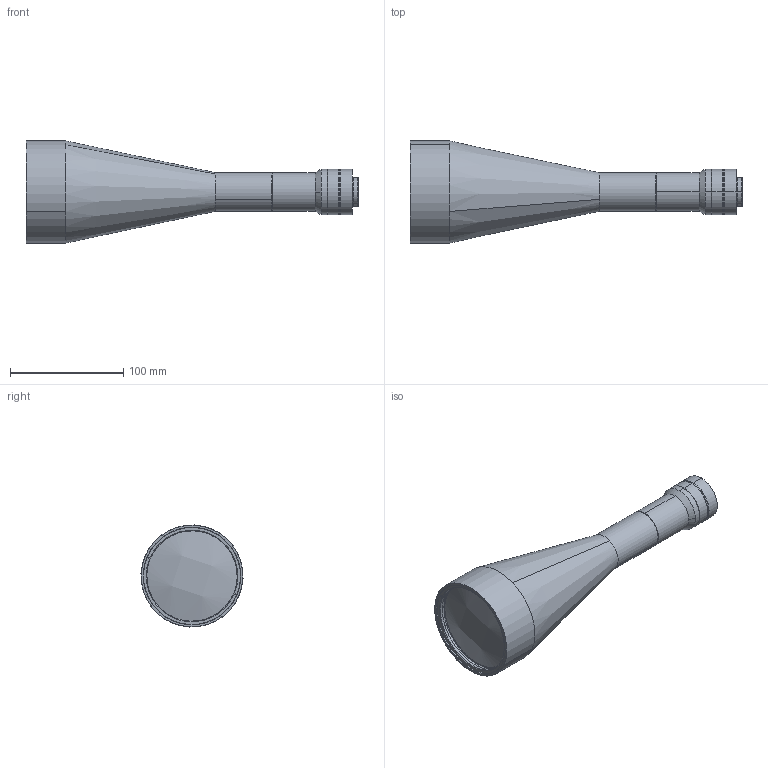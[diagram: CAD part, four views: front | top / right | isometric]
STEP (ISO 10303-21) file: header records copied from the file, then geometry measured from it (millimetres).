
FILE_DESCRIPTION (( 'STEP AP214' ), '1' );
FILE_NAME ('TTL18.5-70-150C.STEP', '2023-05-12T08:22:59', ( '' ), ( '' ), 'SwSTEP 2.0', 'SolidWorks 2022', '' );
FILE_SCHEMA (( 'AUTOMOTIVE_DESIGN' ));
Length unit declared in the file: millimetre
Products named in the file (1): TTL18.5-70-150C
Bounding box: 292.65 x 89.92 x 89.92 mm (x, y, z)
Volume: 294362.6 mm3; surface area: 129430.7 mm2
Topology: 19 solids, 19 shells, 357 faces, 774 edges, 485 vertices
Faces by surface type: cylinder 140, cone 101, plane 87, bspline 29
Entity records: 15043 total; most frequent: CARTESIAN_POINT 2832, DIRECTION 1857, ORIENTED_EDGE 1548, AXIS2_PLACEMENT_3D 786, EDGE_CURVE 774, VERTEX_POINT 485, CIRCLE 457, EDGE_LOOP 417
